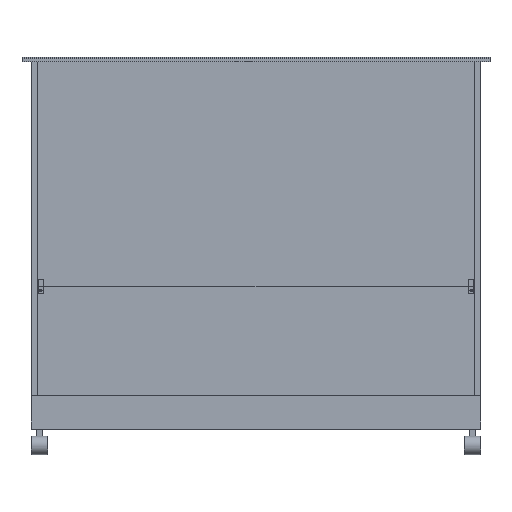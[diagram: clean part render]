
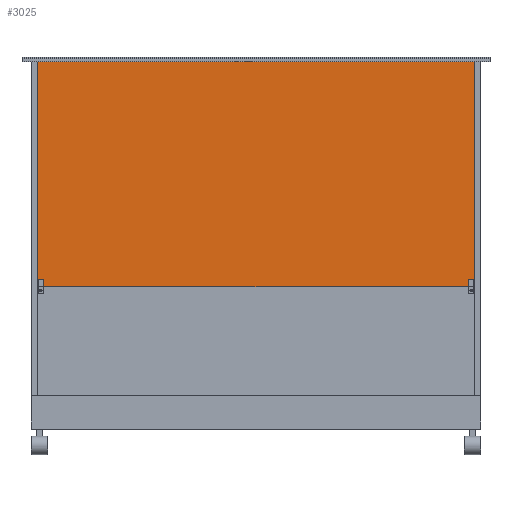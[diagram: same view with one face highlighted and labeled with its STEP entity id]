
A CAD part, front view. The second image highlights one B-rep face of the part: STEP entity #3025.
In plain terms, the highlighted free-form (B-spline) face has degree [1, 1] with [2, 2] control points.
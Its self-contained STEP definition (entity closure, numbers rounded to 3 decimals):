
#2927 = VERTEX_POINT('',#2928);
#2928 = CARTESIAN_POINT('',(-814.797,0.,1248.914));
#2933 = EDGE_CURVE('',#2927,#2934,#2936,.T.);
#2934 = VERTEX_POINT('',#2935);
#2935 = CARTESIAN_POINT('',(814.797,0.,1248.914));
#2936 = B_SPLINE_CURVE_WITH_KNOTS('',1,(#2937,#2938),.UNSPECIFIED.,.F.,
  .F.,(2,2),(-591.6,591.6),.PIECEWISE_BEZIER_KNOTS.);
#2937 = CARTESIAN_POINT('',(-814.797,0.,1248.914));
#2938 = CARTESIAN_POINT('',(814.797,0.,1248.914));
#2961 = VERTEX_POINT('',#2962);
#2962 = CARTESIAN_POINT('',(-814.797,0.,408.776));
#2967 = EDGE_CURVE('',#2927,#2961,#2968,.T.);
#2968 = B_SPLINE_CURVE_WITH_KNOTS('',1,(#2969,#2970),.UNSPECIFIED.,.F.,
  .F.,(2,2),(-305.,305.),.PIECEWISE_BEZIER_KNOTS.);
#2969 = CARTESIAN_POINT('',(-814.797,0.,1248.914));
#2970 = CARTESIAN_POINT('',(-814.797,0.,408.776));
#2989 = VERTEX_POINT('',#2990);
#2990 = CARTESIAN_POINT('',(814.797,0.,408.776));
#2995 = EDGE_CURVE('',#2989,#2961,#2996,.T.);
#2996 = B_SPLINE_CURVE_WITH_KNOTS('',1,(#2997,#2998),.UNSPECIFIED.,.F.,
  .F.,(2,2),(-591.6,591.6),.PIECEWISE_BEZIER_KNOTS.);
#2997 = CARTESIAN_POINT('',(814.797,0.,408.776));
#2998 = CARTESIAN_POINT('',(-814.797,0.,408.776));
#3015 = EDGE_CURVE('',#2934,#2989,#3016,.T.);
#3016 = B_SPLINE_CURVE_WITH_KNOTS('',1,(#3017,#3018),.UNSPECIFIED.,.F.,
  .F.,(2,2),(-305.,305.),.PIECEWISE_BEZIER_KNOTS.);
#3017 = CARTESIAN_POINT('',(814.797,0.,1248.914));
#3018 = CARTESIAN_POINT('',(814.797,0.,408.776));
#3025 = ADVANCED_FACE('',(#3026),#3032,.T.);
#3026 = FACE_BOUND('',#3027,.T.);
#3027 = EDGE_LOOP('',(#3028,#3029,#3030,#3031));
#3028 = ORIENTED_EDGE('',*,*,#2933,.F.);
#3029 = ORIENTED_EDGE('',*,*,#2967,.T.);
#3030 = ORIENTED_EDGE('',*,*,#2995,.F.);
#3031 = ORIENTED_EDGE('',*,*,#3015,.F.);
#3032 = B_SPLINE_SURFACE_WITH_KNOTS('',1,1,(
    (#3033,#3034)
    ,(#3035,#3036
    )),.UNSPECIFIED.,.F.,.F.,.F.,(2,2),(2,2),(-655.821,
    527.379),(-343.499,266.501),
  .PIECEWISE_BEZIER_KNOTS.);
#3033 = CARTESIAN_POINT('',(-814.797,0.,408.776));
#3034 = CARTESIAN_POINT('',(-814.797,0.,1248.914));
#3035 = CARTESIAN_POINT('',(814.797,0.,408.776));
#3036 = CARTESIAN_POINT('',(814.797,0.,1248.914));
